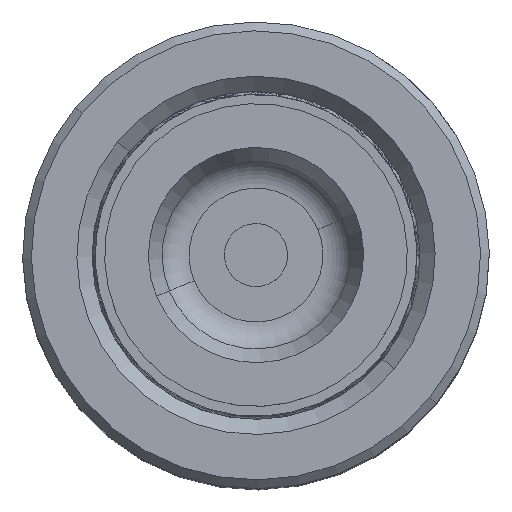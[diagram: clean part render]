
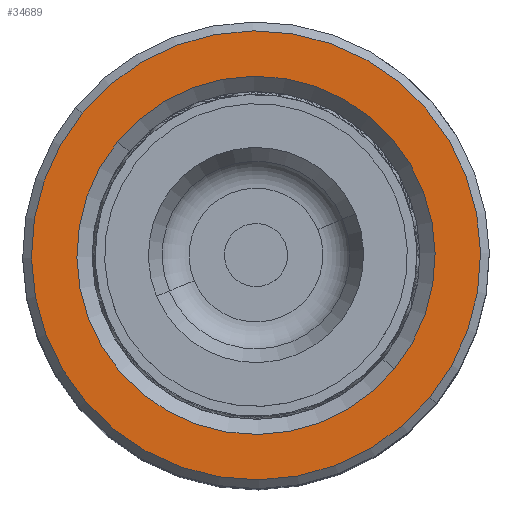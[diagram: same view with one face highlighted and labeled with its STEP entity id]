
A CAD part, top view. The second image highlights one B-rep face of the part: STEP entity #34689.
In plain terms, the highlighted planar face has unit normal (0, 0, 1).
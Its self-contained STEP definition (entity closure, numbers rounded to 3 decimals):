
#615 = CIRCLE ( 'NONE', #32144, 17.8 ) ;
#1257 = DIRECTION ( 'NONE',  ( 0., 0., -1. ) ) ;
#1332 = VERTEX_POINT ( 'NONE', #20223 ) ;
#1523 = CARTESIAN_POINT ( 'NONE',  ( 0., 0., 60. ) ) ;
#2900 = CARTESIAN_POINT ( 'NONE',  ( 0., 0., 60. ) ) ;
#3087 = ORIENTED_EDGE ( 'NONE', *, *, #11289, .T. ) ;
#3271 = CARTESIAN_POINT ( 'NONE',  ( 0., 0., 60. ) ) ;
#5990 = DIRECTION ( 'NONE',  ( 0., 0., 1. ) ) ;
#6693 = ORIENTED_EDGE ( 'NONE', *, *, #15589, .T. ) ;
#7112 = CARTESIAN_POINT ( 'NONE',  ( 14.2, 0., 60. ) ) ;
#7571 = FACE_BOUND ( 'NONE', #37492, .T. ) ;
#7765 = CIRCLE ( 'NONE', #20724, 14.2 ) ;
#8553 = AXIS2_PLACEMENT_3D ( 'NONE', #31129, #37612, #22122 ) ;
#8569 = VERTEX_POINT ( 'NONE', #34706 ) ;
#9068 = CARTESIAN_POINT ( 'NONE',  ( -14.2, 0., 60. ) ) ;
#11289 = EDGE_CURVE ( 'NONE', #39135, #28459, #38240, .T. ) ;
#11954 = DIRECTION ( 'NONE',  ( 1., 0., 0. ) ) ;
#12046 = AXIS2_PLACEMENT_3D ( 'NONE', #1523, #1257, #22852 ) ;
#12428 = FACE_OUTER_BOUND ( 'NONE', #38090, .T. ) ;
#15589 = EDGE_CURVE ( 'NONE', #28459, #39135, #7765, .T. ) ;
#20223 = CARTESIAN_POINT ( 'NONE',  ( -17.8, 0., 60. ) ) ;
#20724 = AXIS2_PLACEMENT_3D ( 'NONE', #2900, #33803, #24497 ) ;
#21648 = DIRECTION ( 'NONE',  ( 0., 0., 1. ) ) ;
#22122 = DIRECTION ( 'NONE',  ( 1., 0., 0. ) ) ;
#22777 = AXIS2_PLACEMENT_3D ( 'NONE', #3271, #21648, #31180 ) ;
#22852 = DIRECTION ( 'NONE',  ( 1., 0., 0. ) ) ;
#23136 = EDGE_CURVE ( 'NONE', #1332, #8569, #615, .T. ) ;
#24466 = CARTESIAN_POINT ( 'NONE',  ( 0., 0., 60. ) ) ;
#24497 = DIRECTION ( 'NONE',  ( 1., 0., 0. ) ) ;
#27566 = PLANE ( 'NONE',  #22777 ) ;
#28459 = VERTEX_POINT ( 'NONE', #9068 ) ;
#28546 = ORIENTED_EDGE ( 'NONE', *, *, #23136, .T. ) ;
#31129 = CARTESIAN_POINT ( 'NONE',  ( 0., 0., 60. ) ) ;
#31180 = DIRECTION ( 'NONE',  ( 1., 0., 0. ) ) ;
#32144 = AXIS2_PLACEMENT_3D ( 'NONE', #24466, #5990, #11954 ) ;
#33639 = CIRCLE ( 'NONE', #8553, 17.8 ) ;
#33696 = EDGE_CURVE ( 'NONE', #8569, #1332, #33639, .T. ) ;
#33803 = DIRECTION ( 'NONE',  ( 0., 0., -1. ) ) ;
#34689 = ADVANCED_FACE ( 'NONE', ( #12428, #7571 ), #27566, .T. ) ;
#34706 = CARTESIAN_POINT ( 'NONE',  ( 17.8, 0., 60. ) ) ;
#37492 = EDGE_LOOP ( 'NONE', ( #3087, #6693 ) ) ;
#37612 = DIRECTION ( 'NONE',  ( 0., 0., 1. ) ) ;
#38090 = EDGE_LOOP ( 'NONE', ( #28546, #39546 ) ) ;
#38240 = CIRCLE ( 'NONE', #12046, 14.2 ) ;
#39135 = VERTEX_POINT ( 'NONE', #7112 ) ;
#39546 = ORIENTED_EDGE ( 'NONE', *, *, #33696, .T. ) ;
